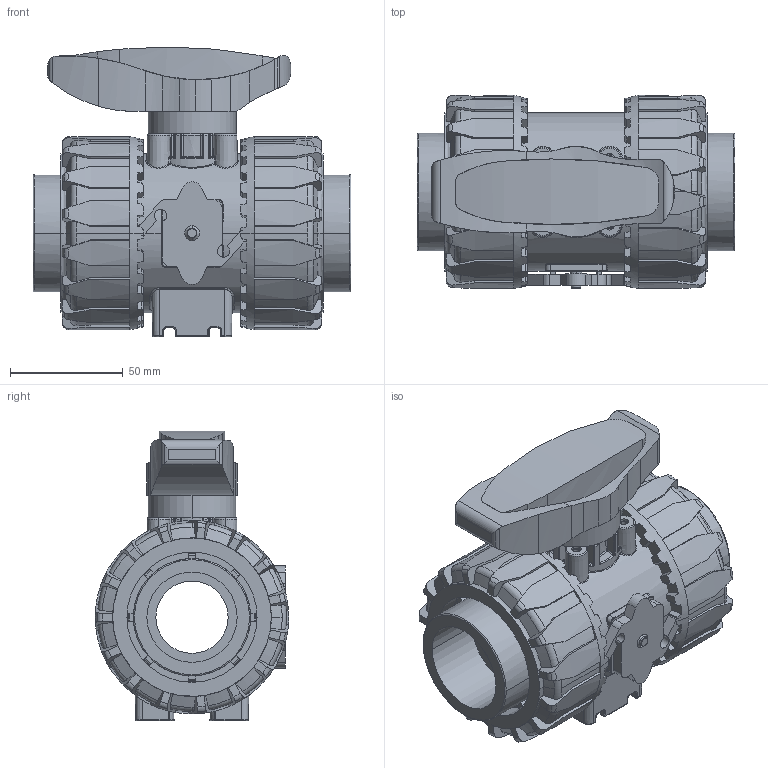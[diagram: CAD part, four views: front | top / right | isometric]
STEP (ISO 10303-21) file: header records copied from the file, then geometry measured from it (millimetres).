
FILE_DESCRIPTION(('STEP AP214'),'1');
FILE_NAME('vkdim040e.stp','2018-01-04T04:54:15',('TraceParts'),('TraceParts S.A.'),'Spatial InterOp 3D',' ',' ');
FILE_SCHEMA(('automotive_design'));
Length unit declared in the file: millimetre
Products named in the file (7): vkdim040e_1; vkdim040e_2; vkdim040e_3; vkdim040e_4; vkdim040e_5; vkdim040e_6; vkdim040e_7
Bounding box: 140.9 x 85.7 x 128.52 mm (x, y, z)
Volume: 600421.8 mm3; surface area: 134406.1 mm2
Topology: 7 solids, 7 shells, 1762 faces, 4698 edges, 2906 vertices
Faces by surface type: cylinder 699, plane 591, bspline 170, torus 130, cone 88, sphere 84
Entity records: 88693 total; most frequent: CARTESIAN_POINT 30909, DIRECTION 9496, ORIENTED_EDGE 9252, EDGE_CURVE 4626, AXIS2_PLACEMENT_3D 3894, VERTEX_POINT 2906, EDGE_LOOP 1802, STYLED_ITEM 1769
